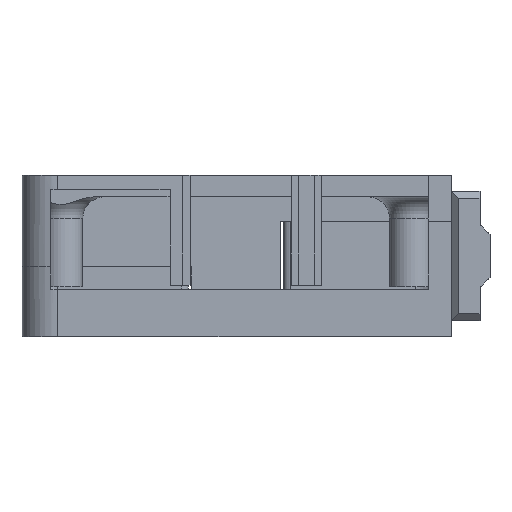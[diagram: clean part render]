
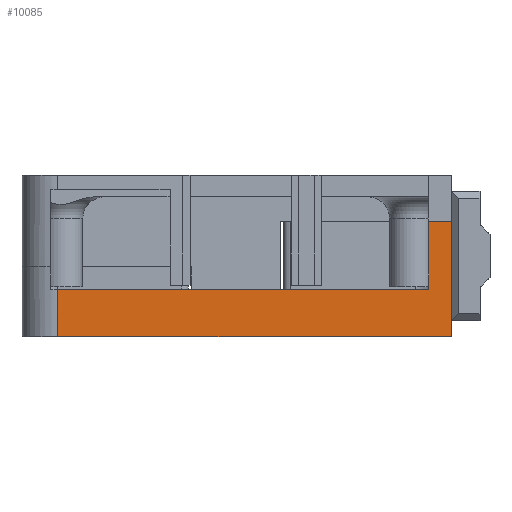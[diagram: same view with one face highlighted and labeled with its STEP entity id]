
A CAD part, front view. The second image highlights one B-rep face of the part: STEP entity #10085.
In plain terms, the highlighted planar face has unit normal (0, -1, 0).
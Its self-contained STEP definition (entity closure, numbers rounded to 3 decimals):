
#335=PLANE('',#10835);
#740=FACE_OUTER_BOUND('',#1315,.T.);
#1315=EDGE_LOOP('',(#7952,#7953,#7954,#7955,#7956,#7957,#7958));
#1730=LINE('',#14230,#2855);
#2044=LINE('',#15458,#3169);
#2205=LINE('',#15938,#3330);
#2206=LINE('',#15941,#3331);
#2207=LINE('',#15943,#3332);
#2208=LINE('',#15945,#3333);
#2209=LINE('',#15946,#3334);
#2855=VECTOR('',#11379,10.);
#3169=VECTOR('',#12151,10.);
#3330=VECTOR('',#12576,10.);
#3331=VECTOR('',#12579,10.);
#3332=VECTOR('',#12580,10.);
#3333=VECTOR('',#12581,10.);
#3334=VECTOR('',#12582,10.);
#4326=VERTEX_POINT('',#14227);
#4327=VERTEX_POINT('',#14229);
#4649=VERTEX_POINT('',#15455);
#4650=VERTEX_POINT('',#15457);
#4838=VERTEX_POINT('',#15940);
#4839=VERTEX_POINT('',#15942);
#4840=VERTEX_POINT('',#15944);
#5314=EDGE_CURVE('',#4327,#4326,#1730,.T.);
#5761=EDGE_CURVE('',#4650,#4649,#2044,.T.);
#6000=EDGE_CURVE('',#4649,#4327,#2205,.T.);
#6001=EDGE_CURVE('',#4326,#4838,#2206,.T.);
#6002=EDGE_CURVE('',#4838,#4839,#2207,.T.);
#6003=EDGE_CURVE('',#4839,#4840,#2208,.T.);
#6004=EDGE_CURVE('',#4650,#4840,#2209,.T.);
#7952=ORIENTED_EDGE('',*,*,#5314,.T.);
#7953=ORIENTED_EDGE('',*,*,#6001,.T.);
#7954=ORIENTED_EDGE('',*,*,#6002,.T.);
#7955=ORIENTED_EDGE('',*,*,#6003,.T.);
#7956=ORIENTED_EDGE('',*,*,#6004,.F.);
#7957=ORIENTED_EDGE('',*,*,#5761,.T.);
#7958=ORIENTED_EDGE('',*,*,#6000,.T.);
#10085=ADVANCED_FACE('',(#740),#335,.T.);
#10835=AXIS2_PLACEMENT_3D('',#15939,#12577,#12578);
#11379=DIRECTION('',(-1.,0.,0.));
#12151=DIRECTION('',(1.,0.,0.));
#12576=DIRECTION('',(0.,0.,1.));
#12577=DIRECTION('center_axis',(0.,-1.,0.));
#12578=DIRECTION('ref_axis',(1.,0.,0.));
#12579=DIRECTION('',(0.,0.,-1.));
#12580=DIRECTION('',(0.,0.,-1.));
#12581=DIRECTION('',(-1.,0.,0.));
#12582=DIRECTION('',(0.,0.,1.));
#14227=CARTESIAN_POINT('',(-7.2,16.,16.2));
#14229=CARTESIAN_POINT('',(-4.,16.,16.2));
#14230=CARTESIAN_POINT('',(-46.65,16.,16.2));
#15455=CARTESIAN_POINT('',(-4.,16.,0.));
#15457=CARTESIAN_POINT('',(-59.2,16.,0.));
#15458=CARTESIAN_POINT('',(-59.2,16.,0.));
#15938=CARTESIAN_POINT('',(-4.,16.,0.));
#15939=CARTESIAN_POINT('Origin',(-59.2,16.,0.));
#15940=CARTESIAN_POINT('',(-7.2,16.,9.8));
#15941=CARTESIAN_POINT('',(-7.2,16.,15.));
#15942=CARTESIAN_POINT('',(-7.2,16.,6.6));
#15943=CARTESIAN_POINT('',(-7.2,16.,4.9));
#15944=CARTESIAN_POINT('',(-59.2,16.,6.6));
#15945=CARTESIAN_POINT('',(-33.2,16.,6.6));
#15946=CARTESIAN_POINT('',(-59.2,16.,0.));
